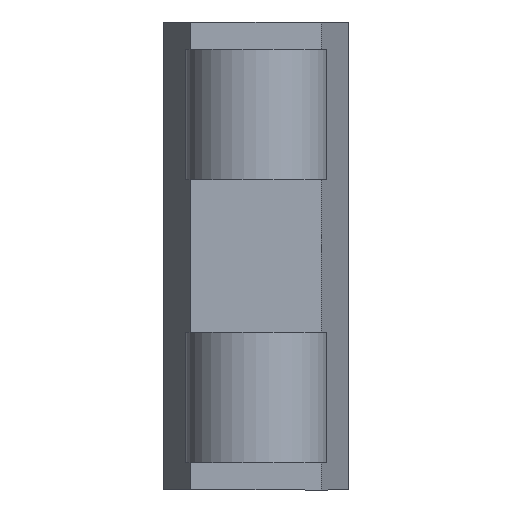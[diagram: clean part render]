
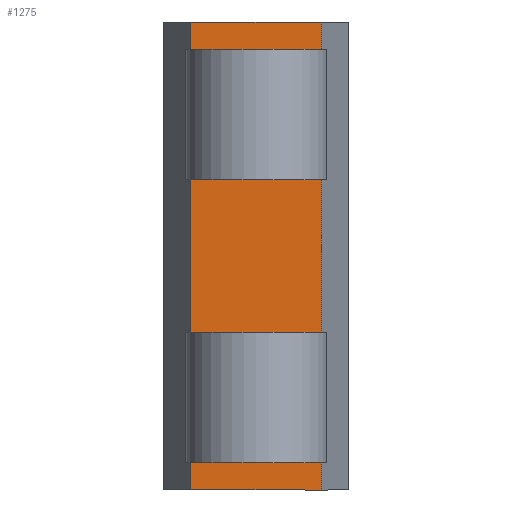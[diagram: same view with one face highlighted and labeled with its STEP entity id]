
A CAD part, front view. The second image highlights one B-rep face of the part: STEP entity #1275.
In plain terms, the highlighted planar face has unit normal (0, -1, 0).
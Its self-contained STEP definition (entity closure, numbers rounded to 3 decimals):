
#8 = FACE_BOUND ( 'NONE', #1323, .T. ) ;
#19 = FACE_BOUND ( 'NONE', #1057, .T. ) ;
#23 = VERTEX_POINT ( 'NONE', #957 ) ;
#26 = EDGE_CURVE ( 'NONE', #642, #1195, #188, .T. ) ;
#27 = CARTESIAN_POINT ( 'NONE',  ( -13.31, 4.924, 13.134 ) ) ;
#33 = ORIENTED_EDGE ( 'NONE', *, *, #1137, .T. ) ;
#69 = DIRECTION ( 'NONE',  ( 0., 0., -1. ) ) ;
#76 = ORIENTED_EDGE ( 'NONE', *, *, #1128, .T. ) ;
#77 = CARTESIAN_POINT ( 'NONE',  ( -13.31, 4.924, 18.834 ) ) ;
#82 = EDGE_CURVE ( 'NONE', #235, #1168, #335, .T. ) ;
#85 = EDGE_CURVE ( 'NONE', #23, #1168, #337, .T. ) ;
#87 = VERTEX_POINT ( 'NONE', #1041 ) ;
#93 = ORIENTED_EDGE ( 'NONE', *, *, #1189, .F. ) ;
#144 = VERTEX_POINT ( 'NONE', #1119 ) ;
#153 = VERTEX_POINT ( 'NONE', #1120 ) ;
#183 = ORIENTED_EDGE ( 'NONE', *, *, #1134, .T. ) ;
#188 = LINE ( 'NONE', #954, #1104 ) ;
#190 = ORIENTED_EDGE ( 'NONE', *, *, #26, .F. ) ;
#196 = VERTEX_POINT ( 'NONE', #1022 ) ;
#214 = CARTESIAN_POINT ( 'NONE',  ( -12.51, 4.924, 18.334 ) ) ;
#216 = AXIS2_PLACEMENT_3D ( 'NONE', #506, #504, #502 ) ;
#222 = LINE ( 'NONE', #214, #617 ) ;
#235 = VERTEX_POINT ( 'NONE', #1230 ) ;
#236 = VECTOR ( 'NONE', #729, 1000. ) ;
#259 = ORIENTED_EDGE ( 'NONE', *, *, #898, .F. ) ;
#278 = CARTESIAN_POINT ( 'NONE',  ( -12.51, 4.924, 10.734 ) ) ;
#313 = VECTOR ( 'NONE', #560, 1000. ) ;
#317 = ORIENTED_EDGE ( 'NONE', *, *, #85, .T. ) ;
#335 = LINE ( 'NONE', #1033, #555 ) ;
#337 = LINE ( 'NONE', #1030, #972 ) ;
#362 = LINE ( 'NONE', #785, #1046 ) ;
#440 = VECTOR ( 'NONE', #789, 1000. ) ;
#462 = FACE_OUTER_BOUND ( 'NONE', #1088, .T. ) ;
#502 = DIRECTION ( 'NONE',  ( 0., 0., 1. ) ) ;
#504 = DIRECTION ( 'NONE',  ( 0., 1., 0. ) ) ;
#506 = CARTESIAN_POINT ( 'NONE',  ( -14.11, 4.924, 18.834 ) ) ;
#539 = PLANE ( 'NONE',  #216 ) ;
#555 = VECTOR ( 'NONE', #1036, 1000. ) ;
#560 = DIRECTION ( 'NONE',  ( 0., 0., -1. ) ) ;
#562 = CARTESIAN_POINT ( 'NONE',  ( -13.31, 4.924, 18.834 ) ) ;
#593 = VERTEX_POINT ( 'NONE', #710 ) ;
#608 = CARTESIAN_POINT ( 'NONE',  ( -13.31, 4.924, 10.734 ) ) ;
#610 = ORIENTED_EDGE ( 'NONE', *, *, #1245, .F. ) ;
#617 = VECTOR ( 'NONE', #743, 1000. ) ;
#642 = VERTEX_POINT ( 'NONE', #900 ) ;
#685 = CARTESIAN_POINT ( 'NONE',  ( -12.51, 4.924, 13.134 ) ) ;
#699 = CARTESIAN_POINT ( 'NONE',  ( -14.11, 4.924, 18.834 ) ) ;
#710 = CARTESIAN_POINT ( 'NONE',  ( -13.31, 4.924, 15.934 ) ) ;
#726 = VECTOR ( 'NONE', #778, 1000. ) ;
#729 = DIRECTION ( 'NONE',  ( 0., 0., 1. ) ) ;
#730 = CARTESIAN_POINT ( 'NONE',  ( -11.71, 4.924, 18.834 ) ) ;
#743 = DIRECTION ( 'NONE',  ( 1., 0., 0. ) ) ;
#749 = ORIENTED_EDGE ( 'NONE', *, *, #82, .F. ) ;
#769 = VERTEX_POINT ( 'NONE', #608 ) ;
#773 = ORIENTED_EDGE ( 'NONE', *, *, #1050, .F. ) ;
#778 = DIRECTION ( 'NONE',  ( 1., 0., 0. ) ) ;
#781 = CARTESIAN_POINT ( 'NONE',  ( -14.61, 4.924, 10.234 ) ) ;
#784 = DIRECTION ( 'NONE',  ( 1., 0., 0. ) ) ;
#785 = CARTESIAN_POINT ( 'NONE',  ( -12.509, 4.924, 13.134 ) ) ;
#787 = CARTESIAN_POINT ( 'NONE',  ( -12.509, 4.924, 15.934 ) ) ;
#789 = DIRECTION ( 'NONE',  ( -1., 0., 0. ) ) ;
#833 = ORIENTED_EDGE ( 'NONE', *, *, #1095, .F. ) ;
#836 = DIRECTION ( 'NONE',  ( 0., 0., 1. ) ) ;
#837 = CARTESIAN_POINT ( 'NONE',  ( -12.51, 4.924, 18.834 ) ) ;
#841 = EDGE_CURVE ( 'NONE', #153, #196, #222, .T. ) ;
#898 = EDGE_CURVE ( 'NONE', #945, #769, #1173, .T. ) ;
#900 = CARTESIAN_POINT ( 'NONE',  ( -12.51, 4.924, 10.734 ) ) ;
#922 = LINE ( 'NONE', #787, #440 ) ;
#945 = VERTEX_POINT ( 'NONE', #27 ) ;
#954 = CARTESIAN_POINT ( 'NONE',  ( -12.51, 4.924, 18.834 ) ) ;
#957 = CARTESIAN_POINT ( 'NONE',  ( -11.71, 4.924, 10.234 ) ) ;
#961 = DIRECTION ( 'NONE',  ( 0., 0., 1. ) ) ;
#972 = VECTOR ( 'NONE', #1037, 1000. ) ;
#1022 = CARTESIAN_POINT ( 'NONE',  ( -12.51, 4.924, 18.334 ) ) ;
#1028 = LINE ( 'NONE', #699, #236 ) ;
#1030 = CARTESIAN_POINT ( 'NONE',  ( -11.71, 4.924, 18.834 ) ) ;
#1031 = VECTOR ( 'NONE', #1309, 1000. ) ;
#1033 = CARTESIAN_POINT ( 'NONE',  ( -14.61, 4.924, 18.834 ) ) ;
#1036 = DIRECTION ( 'NONE',  ( 1., 0., 0. ) ) ;
#1037 = DIRECTION ( 'NONE',  ( 0., 0., 1. ) ) ;
#1041 = CARTESIAN_POINT ( 'NONE',  ( -14.11, 4.924, 10.234 ) ) ;
#1046 = VECTOR ( 'NONE', #784, 1000. ) ;
#1050 = EDGE_CURVE ( 'NONE', #769, #642, #1103, .T. ) ;
#1057 = EDGE_LOOP ( 'NONE', ( #833, #183, #610, #1404 ) ) ;
#1072 = VECTOR ( 'NONE', #69, 1000. ) ;
#1088 = EDGE_LOOP ( 'NONE', ( #749, #93, #33, #317 ) ) ;
#1095 = EDGE_CURVE ( 'NONE', #144, #196, #1152, .T. ) ;
#1103 = LINE ( 'NONE', #278, #1031 ) ;
#1104 = VECTOR ( 'NONE', #961, 1000. ) ;
#1119 = CARTESIAN_POINT ( 'NONE',  ( -12.51, 4.924, 15.934 ) ) ;
#1120 = CARTESIAN_POINT ( 'NONE',  ( -13.31, 4.924, 18.334 ) ) ;
#1128 = EDGE_CURVE ( 'NONE', #945, #1195, #362, .T. ) ;
#1134 = EDGE_CURVE ( 'NONE', #144, #593, #922, .T. ) ;
#1137 = EDGE_CURVE ( 'NONE', #87, #23, #1215, .T. ) ;
#1152 = LINE ( 'NONE', #837, #1308 ) ;
#1168 = VERTEX_POINT ( 'NONE', #730 ) ;
#1173 = LINE ( 'NONE', #77, #1072 ) ;
#1189 = EDGE_CURVE ( 'NONE', #87, #235, #1028, .T. ) ;
#1195 = VERTEX_POINT ( 'NONE', #685 ) ;
#1215 = LINE ( 'NONE', #781, #726 ) ;
#1230 = CARTESIAN_POINT ( 'NONE',  ( -14.11, 4.924, 18.834 ) ) ;
#1245 = EDGE_CURVE ( 'NONE', #153, #593, #1335, .T. ) ;
#1275 = ADVANCED_FACE ( 'NONE', ( #462, #8, #19 ), #539, .F. ) ;
#1308 = VECTOR ( 'NONE', #836, 1000. ) ;
#1309 = DIRECTION ( 'NONE',  ( 1., 0., 0. ) ) ;
#1323 = EDGE_LOOP ( 'NONE', ( #190, #773, #259, #76 ) ) ;
#1335 = LINE ( 'NONE', #562, #313 ) ;
#1404 = ORIENTED_EDGE ( 'NONE', *, *, #841, .T. ) ;
